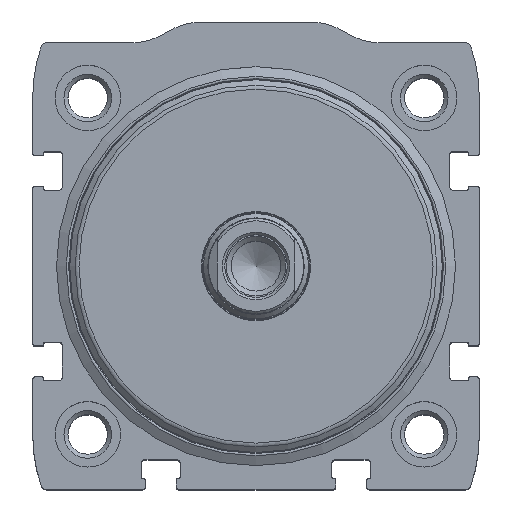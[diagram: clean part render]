
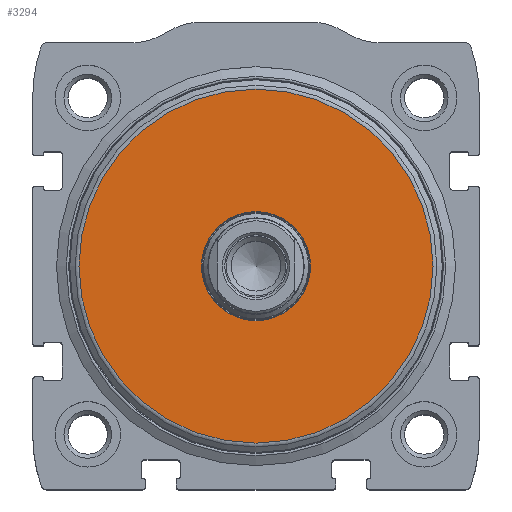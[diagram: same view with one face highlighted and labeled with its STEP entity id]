
A CAD part, top view. The second image highlights one B-rep face of the part: STEP entity #3294.
In plain terms, the highlighted planar face has unit normal (0, 0, 1).
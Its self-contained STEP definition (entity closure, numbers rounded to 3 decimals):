
#242=CIRCLE('',#3702,29.728);
#243=CIRCLE('',#3704,9.165);
#1163=ORIENTED_EDGE('',*,*,#1642,.T.);
#1164=ORIENTED_EDGE('',*,*,#1641,.F.);
#1641=EDGE_CURVE('',#1968,#1968,#242,.T.);
#1642=EDGE_CURVE('',#1969,#1969,#243,.T.);
#1968=VERTEX_POINT('',#5677);
#1969=VERTEX_POINT('',#5680);
#2700=EDGE_LOOP('',(#1163));
#2701=EDGE_LOOP('',(#1164));
#2986=FACE_BOUND('',#2700,.T.);
#2987=FACE_BOUND('',#2701,.T.);
#3108=PLANE('',#3703);
#3294=ADVANCED_FACE('',(#2986,#2987),#3108,.T.);
#3702=AXIS2_PLACEMENT_3D('',#5676,#4690,#4691);
#3703=AXIS2_PLACEMENT_3D('',#5678,#4692,#4693);
#3704=AXIS2_PLACEMENT_3D('',#5679,#4694,#4695);
#4690=DIRECTION('',(0.,0.,-1.));
#4691=DIRECTION('',(-1.,0.,0.));
#4692=DIRECTION('',(0.,0.,1.));
#4693=DIRECTION('',(1.,0.,0.));
#4694=DIRECTION('',(0.,0.,-1.));
#4695=DIRECTION('',(-1.,0.,0.));
#5676=CARTESIAN_POINT('',(0.,0.,54.8));
#5677=CARTESIAN_POINT('',(-29.728,0.,54.8));
#5678=CARTESIAN_POINT('',(0.,29.728,54.8));
#5679=CARTESIAN_POINT('',(0.,0.,54.8));
#5680=CARTESIAN_POINT('',(-9.165,0.,54.8));
